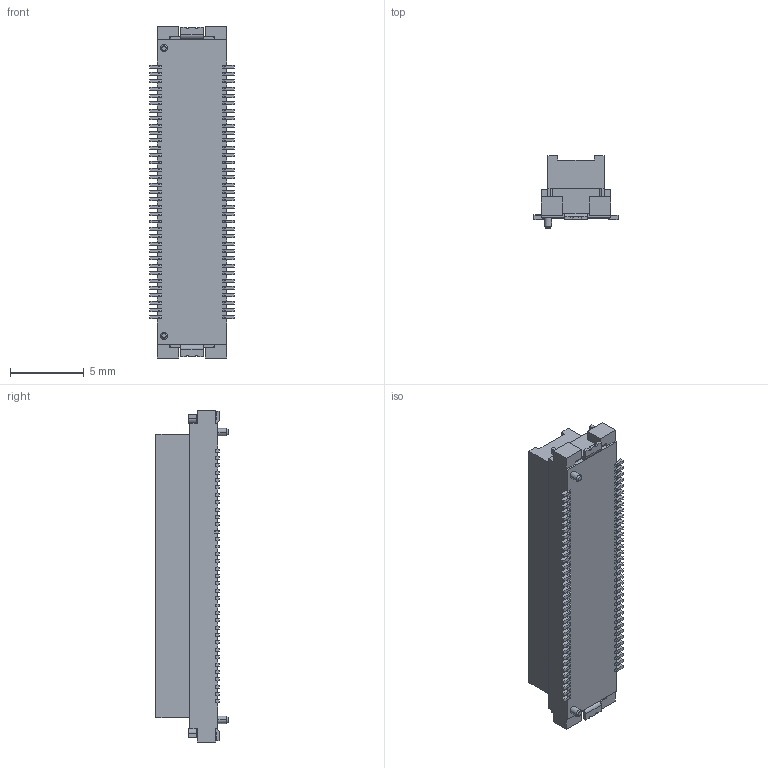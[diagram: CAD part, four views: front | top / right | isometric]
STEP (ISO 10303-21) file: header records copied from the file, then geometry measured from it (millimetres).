
FILE_DESCRIPTION(('OneSpaceDesigner STEP Export'),'2;1');
FILE_NAME('DF17(2_0)-70DP-0_5V.stp','2008-03-11T21:13:41',(''),(''),'OneSpace Designer STEP processor for AP214 (Solid Model)','OneSpace Modeling 15.00A 14-Mar-2007 (C) CoCreate Software GmbH','');
FILE_SCHEMA(('AUTOMOTIVE_DESIGN { 1 0 10303 214 1 1 1 1 }'));
Length unit declared in the file: millimetre
Products named in the file (1): DF17(2.0)-70DP-0.5V
Bounding box: 5.7 x 4.9 x 22.5 mm (x, y, z)
Volume: 242 mm3; surface area: 587.9 mm2
Topology: 1 solids, 1 shells, 1396 faces, 4168 edges, 2777 vertices
Faces by surface type: plane 1022, cylinder 370, cone 4
Entity records: 46270 total; most frequent: ORIENTED_EDGE 8336, CARTESIAN_POINT 8244, DIRECTION 7592, EDGE_CURVE 4168, VECTOR 3342, LINE 3342, VERTEX_POINT 2777, AXIS2_PLACEMENT_3D 2125
